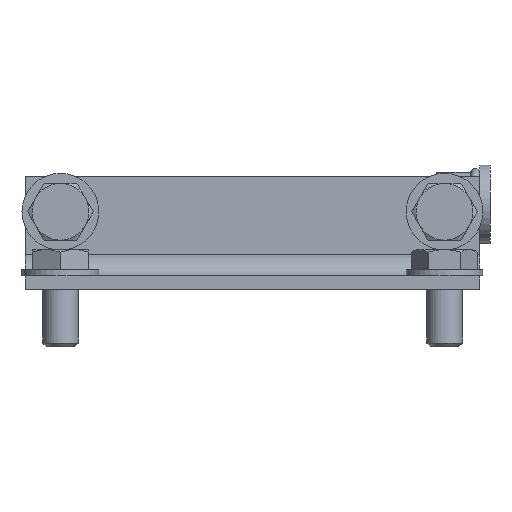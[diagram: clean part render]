
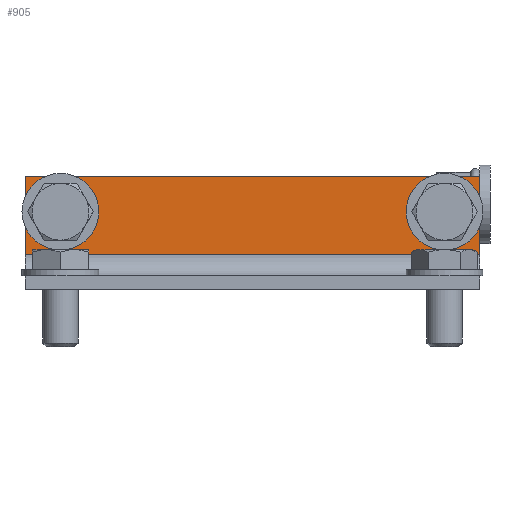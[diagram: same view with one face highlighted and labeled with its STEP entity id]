
A CAD part, left-side view. The second image highlights one B-rep face of the part: STEP entity #905.
In plain terms, the highlighted planar face has unit normal (-1, 0, 0).
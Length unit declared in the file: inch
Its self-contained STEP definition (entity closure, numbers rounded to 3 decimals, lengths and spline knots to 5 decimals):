
#94=FACE_BOUND('',#212,.T.);
#95=FACE_BOUND('',#213,.T.);
#112=PLANE('',#1055);
#151=FACE_OUTER_BOUND('',#211,.T.);
#211=EDGE_LOOP('',(#706,#707,#708,#709));
#212=EDGE_LOOP('',(#710));
#213=EDGE_LOOP('',(#711));
#266=LINE('',#1478,#332);
#279=LINE('',#1505,#345);
#280=LINE('',#1508,#346);
#282=LINE('',#1511,#348);
#332=VECTOR('',#1192,4.);
#345=VECTOR('',#1219,0.68431);
#346=VECTOR('',#1222,4.);
#348=VECTOR('',#1226,0.68431);
#387=CIRCLE('',#1027,0.17);
#389=CIRCLE('',#1030,0.17);
#431=VERTEX_POINT('',#1432);
#433=VERTEX_POINT('',#1438);
#441=VERTEX_POINT('',#1459);
#446=VERTEX_POINT('',#1470);
#453=VERTEX_POINT('',#1503);
#454=VERTEX_POINT('',#1507);
#510=EDGE_CURVE('',#431,#431,#387,.T.);
#513=EDGE_CURVE('',#433,#433,#389,.T.);
#533=EDGE_CURVE('',#446,#441,#266,.T.);
#546=EDGE_CURVE('',#453,#441,#279,.T.);
#547=EDGE_CURVE('',#454,#453,#280,.T.);
#549=EDGE_CURVE('',#446,#454,#282,.T.);
#706=ORIENTED_EDGE('',*,*,#533,.T.);
#707=ORIENTED_EDGE('',*,*,#546,.F.);
#708=ORIENTED_EDGE('',*,*,#547,.F.);
#709=ORIENTED_EDGE('',*,*,#549,.F.);
#710=ORIENTED_EDGE('',*,*,#510,.T.);
#711=ORIENTED_EDGE('',*,*,#513,.T.);
#905=ADVANCED_FACE('',(#151,#94,#95),#112,.T.);
#1027=AXIS2_PLACEMENT_3D('',#1433,#1143,#1144);
#1030=AXIS2_PLACEMENT_3D('',#1439,#1150,#1151);
#1055=AXIS2_PLACEMENT_3D('',#1512,#1227,#1228);
#1143=DIRECTION('center_axis',(1.,0.,0.));
#1144=DIRECTION('ref_axis',(0.,0.,-1.));
#1150=DIRECTION('center_axis',(1.,0.,0.));
#1151=DIRECTION('ref_axis',(0.,0.,-1.));
#1192=DIRECTION('',(0.,-1.,0.));
#1219=DIRECTION('',(0.,0.,-1.));
#1222=DIRECTION('',(0.,-1.,0.));
#1226=DIRECTION('',(0.,0.,1.));
#1227=DIRECTION('center_axis',(-1.,0.,0.));
#1228=DIRECTION('ref_axis',(0.,0.,1.));
#1432=CARTESIAN_POINT('',(0.87431,3.69,0.85431));
#1433=CARTESIAN_POINT('Origin',(0.87431,3.69,0.68431));
#1438=CARTESIAN_POINT('',(0.87431,0.31,0.85431));
#1439=CARTESIAN_POINT('Origin',(0.87431,0.31,0.68431));
#1459=CARTESIAN_POINT('',(0.87431,0.,0.31));
#1470=CARTESIAN_POINT('',(0.87431,4.,0.31));
#1478=CARTESIAN_POINT('',(0.87431,4.,0.31));
#1503=CARTESIAN_POINT('',(0.87431,0.,0.99431));
#1505=CARTESIAN_POINT('',(0.87431,0.,0.99431));
#1507=CARTESIAN_POINT('',(0.87431,4.,0.99431));
#1508=CARTESIAN_POINT('',(0.87431,4.,0.99431));
#1511=CARTESIAN_POINT('',(0.87431,4.,0.31));
#1512=CARTESIAN_POINT('Origin',(0.87431,2.,0.11931));
